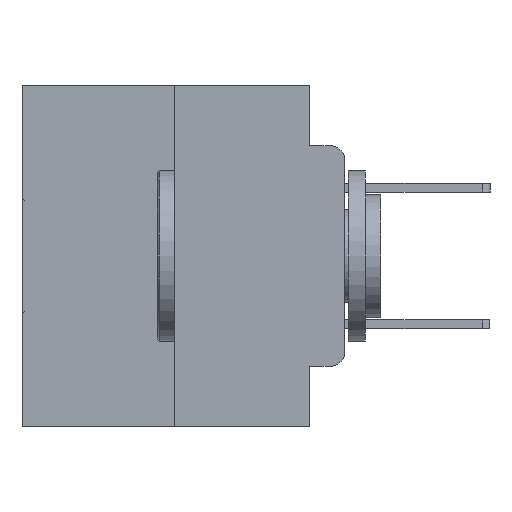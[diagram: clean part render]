
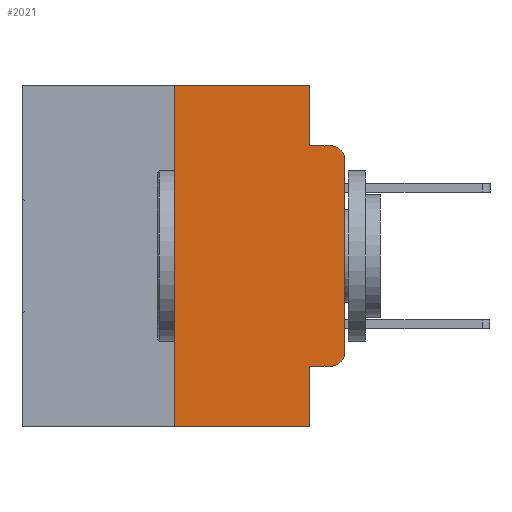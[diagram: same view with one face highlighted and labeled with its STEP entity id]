
A CAD part, left-side view. The second image highlights one B-rep face of the part: STEP entity #2021.
In plain terms, the highlighted planar face has unit normal (-1, 0, 0).
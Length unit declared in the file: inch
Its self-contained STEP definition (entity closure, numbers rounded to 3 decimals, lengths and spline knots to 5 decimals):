
#73 = AXIS2_PLACEMENT_3D ( 'NONE', #2368, #2358, #2795 ) ;
#463 = AXIS2_PLACEMENT_3D ( 'NONE', #28667, #15320, #1378 ) ;
#811 = LINE ( 'NONE', #11707, #12538 ) ;
#1378 = DIRECTION ( 'NONE',  ( 0., 0., -1. ) ) ;
#2021 = ADVANCED_FACE ( 'NONE', ( #6692 ), #2509, .F. ) ;
#2358 = DIRECTION ( 'NONE',  ( 1., 0., 0. ) ) ;
#2368 = CARTESIAN_POINT ( 'NONE',  ( 0., 0.473, 0. ) ) ;
#2509 = PLANE ( 'NONE',  #73 ) ;
#2584 = DIRECTION ( 'NONE',  ( 0., 0., 1. ) ) ;
#2613 = ORIENTED_EDGE ( 'NONE', *, *, #15283, .T. ) ;
#2795 = DIRECTION ( 'NONE',  ( 0., 0., -1. ) ) ;
#3076 = VERTEX_POINT ( 'NONE', #13449 ) ;
#3732 = ORIENTED_EDGE ( 'NONE', *, *, #14718, .F. ) ;
#4556 = VERTEX_POINT ( 'NONE', #17941 ) ;
#4983 = DIRECTION ( 'NONE',  ( 0., -1., 0. ) ) ;
#5137 = EDGE_LOOP ( 'NONE', ( #7746, #26451, #21242, #3732, #28567, #11400, #12831, #24678, #2613, #20906 ) ) ;
#5481 = DIRECTION ( 'NONE',  ( -1., 0., 0. ) ) ;
#5495 = VERTEX_POINT ( 'NONE', #16283 ) ;
#5819 = CARTESIAN_POINT ( 'NONE',  ( 0., 0.25, 0. ) ) ;
#6110 = DIRECTION ( 'NONE',  ( 0., -1., 0. ) ) ;
#6492 = VERTEX_POINT ( 'NONE', #24927 ) ;
#6540 = CIRCLE ( 'NONE', #17150, 0.02 ) ;
#6692 = FACE_OUTER_BOUND ( 'NONE', #5137, .T. ) ;
#7041 = DIRECTION ( 'NONE',  ( 0., 0., -1. ) ) ;
#7102 = CARTESIAN_POINT ( 'NONE',  ( 0., 0.02, -0.0885 ) ) ;
#7746 = ORIENTED_EDGE ( 'NONE', *, *, #23665, .T. ) ;
#7900 = VECTOR ( 'NONE', #10977, 39.37008 ) ;
#7981 = DIRECTION ( 'NONE',  ( 0., -1., 0. ) ) ;
#8416 = CARTESIAN_POINT ( 'NONE',  ( 0., 0.25, 0. ) ) ;
#8636 = CARTESIAN_POINT ( 'NONE',  ( 0., 0.051, -0.4115 ) ) ;
#9387 = VECTOR ( 'NONE', #27203, 39.37008 ) ;
#9702 = CARTESIAN_POINT ( 'NONE',  ( 0., 0.051, -0.0885 ) ) ;
#10140 = EDGE_CURVE ( 'NONE', #3076, #18300, #28849, .T. ) ;
#10264 = VECTOR ( 'NONE', #15013, 39.37008 ) ;
#10723 = EDGE_CURVE ( 'NONE', #5495, #28117, #6540, .T. ) ;
#10977 = DIRECTION ( 'NONE',  ( 0., -1., 0. ) ) ;
#11400 = ORIENTED_EDGE ( 'NONE', *, *, #10140, .F. ) ;
#11707 = CARTESIAN_POINT ( 'NONE',  ( 0., 0.473, 0. ) ) ;
#12163 = VECTOR ( 'NONE', #7041, 39.37008 ) ;
#12210 = VERTEX_POINT ( 'NONE', #18278 ) ;
#12538 = VECTOR ( 'NONE', #7981, 39.37008 ) ;
#12621 = CARTESIAN_POINT ( 'NONE',  ( 0., 0.051, -0.0885 ) ) ;
#12831 = ORIENTED_EDGE ( 'NONE', *, *, #21088, .T. ) ;
#13449 = CARTESIAN_POINT ( 'NONE',  ( 0., 0.25, -0.5 ) ) ;
#13712 = CARTESIAN_POINT ( 'NONE',  ( 0., 0., -0.3915 ) ) ;
#14718 = EDGE_CURVE ( 'NONE', #4556, #20972, #24721, .T. ) ;
#15013 = DIRECTION ( 'NONE',  ( 0., 0., 1. ) ) ;
#15283 = EDGE_CURVE ( 'NONE', #23598, #5495, #18584, .T. ) ;
#15320 = DIRECTION ( 'NONE',  ( -1., 0., 0. ) ) ;
#16162 = EDGE_CURVE ( 'NONE', #18300, #4556, #811, .T. ) ;
#16197 = CARTESIAN_POINT ( 'NONE',  ( 0., 0.051, 0. ) ) ;
#16241 = EDGE_CURVE ( 'NONE', #20972, #28905, #22344, .T. ) ;
#16283 = CARTESIAN_POINT ( 'NONE',  ( 0., 0.02, -0.4115 ) ) ;
#16534 = VECTOR ( 'NONE', #6110, 39.37008 ) ;
#17150 = AXIS2_PLACEMENT_3D ( 'NONE', #19188, #5481, #21418 ) ;
#17724 = EDGE_CURVE ( 'NONE', #6492, #28905, #23976, .T. ) ;
#17905 = CARTESIAN_POINT ( 'NONE',  ( 0., 0.051, -0.4115 ) ) ;
#17941 = CARTESIAN_POINT ( 'NONE',  ( 0., 0.051, 0. ) ) ;
#18278 = CARTESIAN_POINT ( 'NONE',  ( 0., 0.051, -0.5 ) ) ;
#18300 = VERTEX_POINT ( 'NONE', #8416 ) ;
#18302 = VECTOR ( 'NONE', #2584, 39.37008 ) ;
#18584 = LINE ( 'NONE', #8636, #7900 ) ;
#19188 = CARTESIAN_POINT ( 'NONE',  ( 0., 0.02, -0.3915 ) ) ;
#19782 = CARTESIAN_POINT ( 'NONE',  ( 0., 0.473, -0.5 ) ) ;
#20906 = ORIENTED_EDGE ( 'NONE', *, *, #10723, .T. ) ;
#20972 = VERTEX_POINT ( 'NONE', #12621 ) ;
#21088 = EDGE_CURVE ( 'NONE', #3076, #12210, #22437, .T. ) ;
#21242 = ORIENTED_EDGE ( 'NONE', *, *, #16241, .F. ) ;
#21418 = DIRECTION ( 'NONE',  ( 0., 0., -1. ) ) ;
#21652 = VECTOR ( 'NONE', #4983, 39.37008 ) ;
#22344 = LINE ( 'NONE', #9702, #21652 ) ;
#22437 = LINE ( 'NONE', #19782, #16534 ) ;
#23598 = VERTEX_POINT ( 'NONE', #17905 ) ;
#23665 = EDGE_CURVE ( 'NONE', #28117, #6492, #24179, .T. ) ;
#23976 = CIRCLE ( 'NONE', #463, 0.02 ) ;
#24179 = LINE ( 'NONE', #27542, #18302 ) ;
#24203 = EDGE_CURVE ( 'NONE', #23598, #12210, #27308, .T. ) ;
#24678 = ORIENTED_EDGE ( 'NONE', *, *, #24203, .F. ) ;
#24721 = LINE ( 'NONE', #16197, #12163 ) ;
#24927 = CARTESIAN_POINT ( 'NONE',  ( 0., 0., -0.1085 ) ) ;
#24936 = CARTESIAN_POINT ( 'NONE',  ( 0., 0.051, 0. ) ) ;
#26451 = ORIENTED_EDGE ( 'NONE', *, *, #17724, .T. ) ;
#27203 = DIRECTION ( 'NONE',  ( 0., 0., -1. ) ) ;
#27308 = LINE ( 'NONE', #24936, #9387 ) ;
#27542 = CARTESIAN_POINT ( 'NONE',  ( 0., 0., 0. ) ) ;
#28117 = VERTEX_POINT ( 'NONE', #13712 ) ;
#28567 = ORIENTED_EDGE ( 'NONE', *, *, #16162, .F. ) ;
#28667 = CARTESIAN_POINT ( 'NONE',  ( 0., 0.02, -0.1085 ) ) ;
#28849 = LINE ( 'NONE', #5819, #10264 ) ;
#28905 = VERTEX_POINT ( 'NONE', #7102 ) ;
